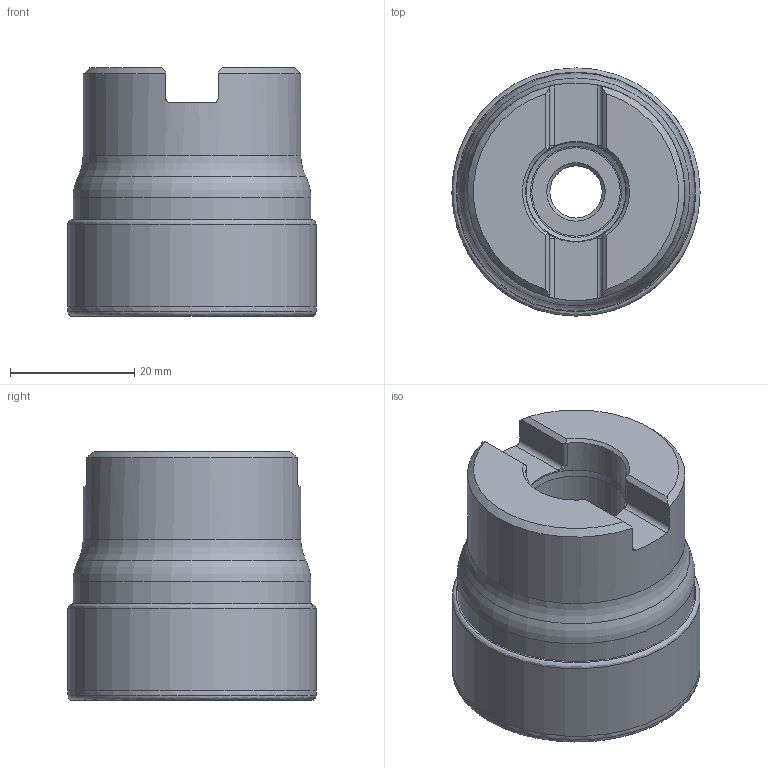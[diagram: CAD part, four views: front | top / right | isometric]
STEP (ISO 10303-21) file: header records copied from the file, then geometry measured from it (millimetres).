
FILE_DESCRIPTION(/* description */ (''),/* implementation_level */ '2;1');
FILE_NAME(/* name */ '202764783ndi000_00.stp',/* time_stamp */ '2019-12-18T14:46:25+01:00',/* author */ (''),/* organization */ (''),/* preprocessor_version */ 'ST-DEVELOPER v16.7',/* originating_system */ 'SIEMENS PLM Software NX 12.0',/* authorisation */ '');
FILE_SCHEMA (('AUTOMOTIVE_DESIGN { 1 0 10303 214 3 1 1 1 }'));
Length unit declared in the file: millimetre
Products named in the file (1): mp54320489D5psqm
Bounding box: 39.9 x 39.9 x 39.99 mm (x, y, z)
Volume: 48651 mm3; surface area: 12776.7 mm2
Topology: 2 solids, 2 shells, 74 faces, 182 edges, 111 vertices
Faces by surface type: cylinder 20, plane 15, cone 14, revolution 13, torus 12
Full cylindrical faces by diameter (mm): 8.4 x1, 12.4 x1, 16.005 x1, 16.2 x1, 35 x1, 38.237 x1
Entity records: 2283 total; most frequent: CARTESIAN_POINT 736, DIRECTION 307, ORIENTED_EDGE 266, EDGE_CURVE 133, AXIS2_PLACEMENT_3D 131, EDGE_LOOP 114, VERTEX_POINT 99, FACE_BOUND 80
